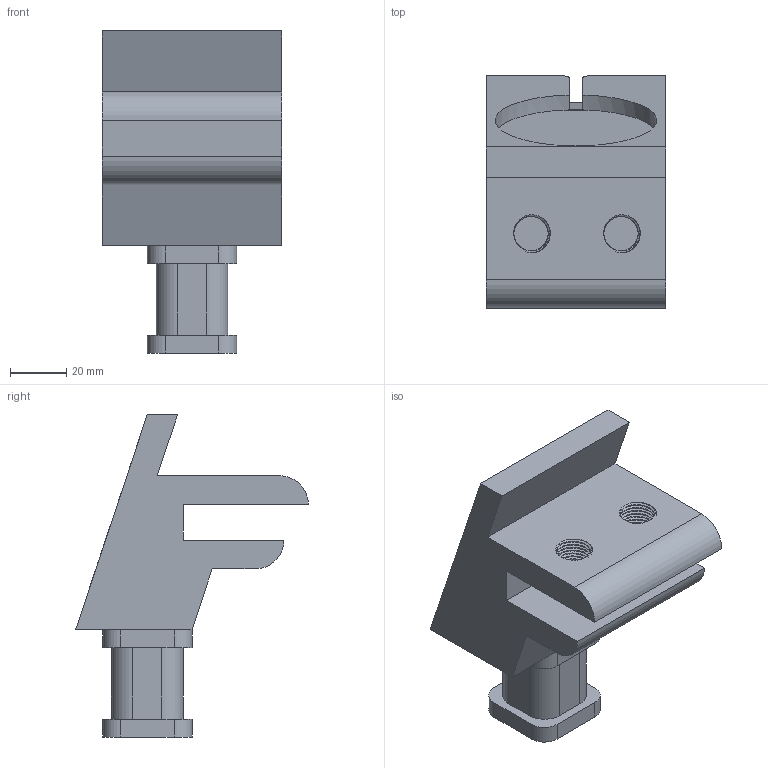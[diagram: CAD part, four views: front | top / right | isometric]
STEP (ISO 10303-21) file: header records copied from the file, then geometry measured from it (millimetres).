
FILE_DESCRIPTION(/* description */ ('STEP AP242 Edition 2','CAx-IF Rec.Pracs.---Representation and Presentation of Product Manufacturing Information (PMI)---4.0---2014-10-13','CAx-IF Rec.Pracs.---3D Tessellated Geometry---0.4---2014-09-14','2;1','CAx-IF Rec.Pracs.---User Defined Attributes---1.5---2016-08-15'),/* implementation_level */ '2;1');
FILE_NAME(/* name */ '695030c95d108516e59b4b5c',/* time_stamp */ '2025-12-27T19:17:29Z',/* author */ (''),/* organization */ (''),/* preprocessor_version */ 'ST-DEVELOPER v20',/* originating_system */ 'ONSHAPE BY PTC INC, 1.208',/* authorisation */ ' ');
FILE_SCHEMA (('AP242_MANAGED_MODEL_BASED_3D_ENGINEERING_MIM_LF { 1 0 10303 442 3 1 4 }'));
Length unit declared in the file: metre
Products named in the file (2): Part 2; Part 1
Bounding box: 63.86 x 82.55 x 114.3 mm (x, y, z)
Volume: 184121.4 mm3; surface area: 36201.2 mm2
Topology: 2 solids, 2 shells, 58 faces, 157 edges, 104 vertices
Faces by surface type: plane 32, cylinder 20, bspline 6
Entity records: 4565 total; most frequent: CARTESIAN_POINT 3081, ORIENTED_EDGE 314, DIRECTION 283, EDGE_CURVE 157, VERTEX_POINT 104, LINE 95, VECTOR 95, AXIS2_PLACEMENT_3D 94
